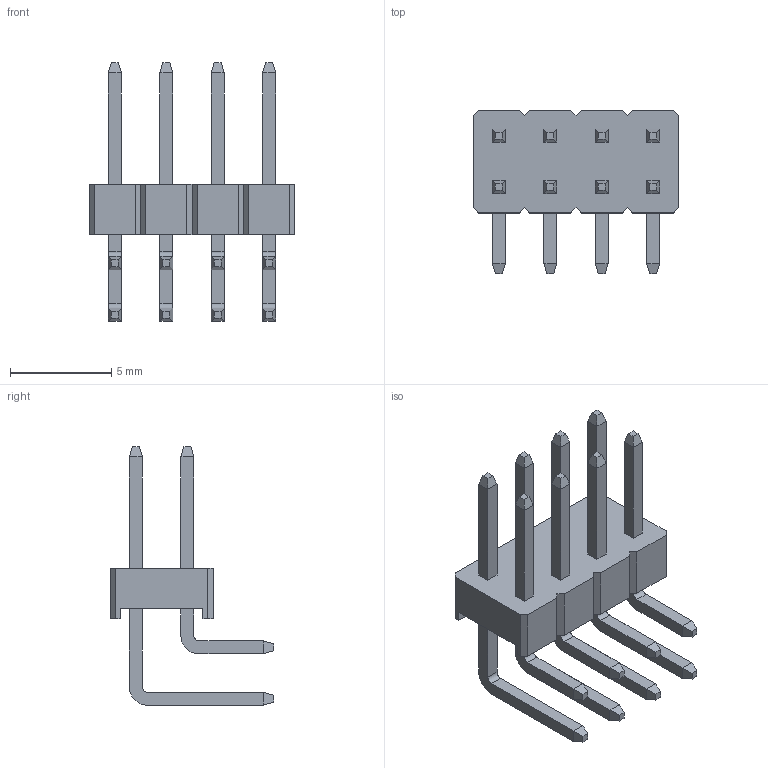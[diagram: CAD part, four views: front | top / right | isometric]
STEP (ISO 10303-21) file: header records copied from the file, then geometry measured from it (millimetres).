
FILE_DESCRIPTION (( 'STEP AP214' ), '1' );
FILE_NAME ('2D28513E-3287-44CB-9E5C-90D75451A840.STEP', '2023-03-09T22:00:39', ( '' ), ( '' ), 'SwSTEP 2.0', 'SolidWorks 2022', '' );
FILE_SCHEMA (( 'AUTOMOTIVE_DESIGN' ));
Length unit declared in the file: millimetre
Products named in the file (1): 2D28513E-3287-44CB-9E5C-90D75451A840
Bounding box: 10.16 x 8.08 x 12.76 mm (x, y, z)
Volume: 153.1 mm3; surface area: 473.6 mm2
Topology: 1 solids, 1 shells, 208 faces, 506 edges, 316 vertices
Faces by surface type: plane 192, cylinder 16
Entity records: 6296 total; most frequent: CARTESIAN_POINT 1031, ORIENTED_EDGE 1012, DIRECTION 956, EDGE_CURVE 506, VECTOR 474, LINE 474, VERTEX_POINT 316, AXIS2_PLACEMENT_3D 241
